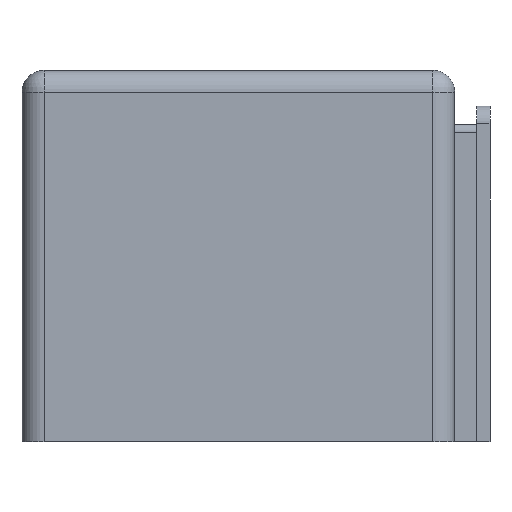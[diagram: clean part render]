
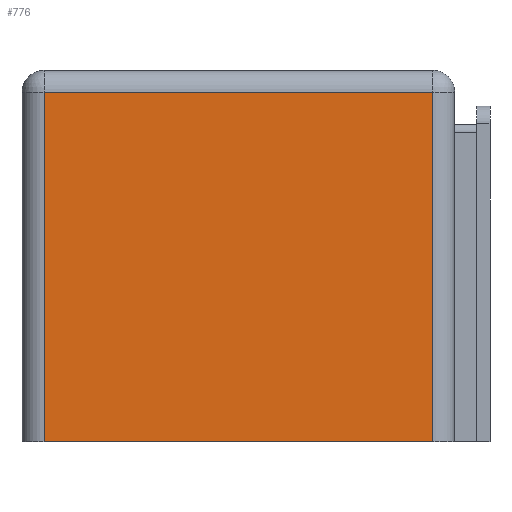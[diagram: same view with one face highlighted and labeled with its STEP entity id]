
A CAD part, front view. The second image highlights one B-rep face of the part: STEP entity #776.
In plain terms, the highlighted planar face has unit normal (0, -1, 0).
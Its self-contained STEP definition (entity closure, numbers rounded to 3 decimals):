
#219=CARTESIAN_POINT('',(-101.154,-50.406,14.));
#220=VERTEX_POINT('',#219);
#228=CARTESIAN_POINT('',(-145.154,-50.406,14.));
#229=VERTEX_POINT('',#228);
#230=CARTESIAN_POINT('',(-145.154,-50.406,14.));
#231=DIRECTION('',(1.,0.,0.));
#232=VECTOR('',#231,44.);
#233=LINE('',#230,#232);
#234=EDGE_CURVE('',#229,#220,#233,.T.);
#733=CARTESIAN_POINT('',(-145.154,-50.406,53.554));
#734=VERTEX_POINT('',#733);
#735=CARTESIAN_POINT('',(-145.154,-50.406,53.554));
#736=DIRECTION('',(0.,-0.,-1.));
#737=VECTOR('',#736,39.554);
#738=LINE('',#735,#737);
#739=EDGE_CURVE('',#734,#229,#738,.T.);
#753=CARTESIAN_POINT('',(-147.654,-50.406,35.027));
#754=DIRECTION('',(0.,-1.,0.));
#755=DIRECTION('',(0.,-0.,-1.));
#756=AXIS2_PLACEMENT_3D('',#753,#754,#755);
#757=PLANE('',#756);
#758=ORIENTED_EDGE('',*,*,#234,.T.);
#759=CARTESIAN_POINT('',(-101.154,-50.406,53.554));
#760=VERTEX_POINT('',#759);
#761=CARTESIAN_POINT('',(-101.154,-50.406,14.));
#762=DIRECTION('',(-0.,0.,1.));
#763=VECTOR('',#762,39.554);
#764=LINE('',#761,#763);
#765=EDGE_CURVE('',#220,#760,#764,.T.);
#766=ORIENTED_EDGE('',*,*,#765,.T.);
#767=CARTESIAN_POINT('',(-101.154,-50.406,53.554));
#768=DIRECTION('',(-1.,-0.,0.));
#769=VECTOR('',#768,44.);
#770=LINE('',#767,#769);
#771=EDGE_CURVE('',#760,#734,#770,.T.);
#772=ORIENTED_EDGE('',*,*,#771,.T.);
#773=ORIENTED_EDGE('',*,*,#739,.T.);
#774=EDGE_LOOP('',(#758,#766,#772,#773));
#775=FACE_BOUND('',#774,.T.);
#776=ADVANCED_FACE('',(#775),#757,.T.);
